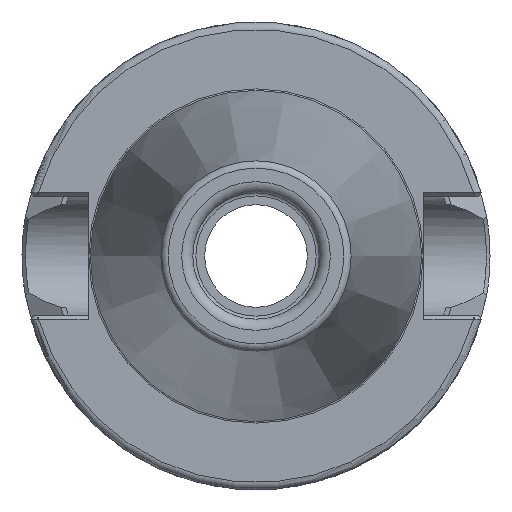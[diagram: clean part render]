
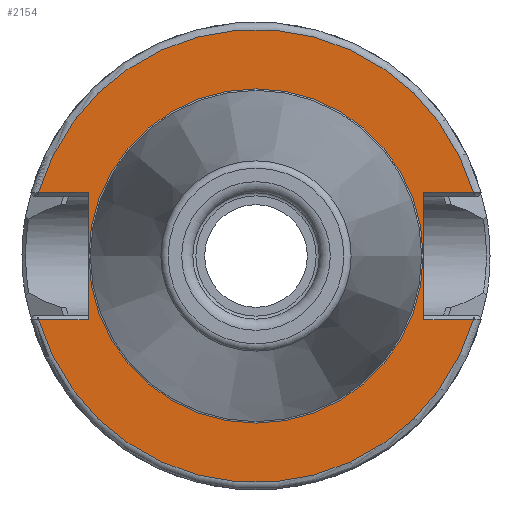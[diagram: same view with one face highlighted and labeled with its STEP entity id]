
A CAD part, left-side view. The second image highlights one B-rep face of the part: STEP entity #2154.
In plain terms, the highlighted planar face has unit normal (-1, 0, 0).
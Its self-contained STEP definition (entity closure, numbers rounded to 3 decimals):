
#17=FACE_BOUND('',#347,.T.);
#79=PLANE('',#2305);
#229=FACE_OUTER_BOUND('',#346,.T.);
#346=EDGE_LOOP('',(#1499,#1500,#1501,#1502,#1503,#1504,#1505,#1506));
#347=EDGE_LOOP('',(#1507,#1508));
#472=LINE('',#3414,#584);
#474=LINE('',#3482,#586);
#475=LINE('',#3484,#587);
#476=LINE('',#3488,#588);
#477=LINE('',#3490,#589);
#478=LINE('',#3491,#590);
#584=VECTOR('',#2590,10.);
#586=VECTOR('',#2608,10.);
#587=VECTOR('',#2609,10.);
#588=VECTOR('',#2612,10.);
#589=VECTOR('',#2613,10.);
#590=VECTOR('',#2614,10.);
#700=CIRCLE('',#2304,30.5);
#701=CIRCLE('',#2306,30.5);
#702=CIRCLE('',#2307,22.498);
#703=CIRCLE('',#2308,22.498);
#863=VERTEX_POINT('',#3407);
#866=VERTEX_POINT('',#3412);
#872=VERTEX_POINT('',#3460);
#874=VERTEX_POINT('',#3481);
#875=VERTEX_POINT('',#3483);
#876=VERTEX_POINT('',#3485);
#877=VERTEX_POINT('',#3487);
#878=VERTEX_POINT('',#3489);
#879=VERTEX_POINT('',#3492);
#880=VERTEX_POINT('',#3493);
#1116=EDGE_CURVE('',#866,#863,#472,.T.);
#1126=EDGE_CURVE('',#863,#872,#700,.T.);
#1129=EDGE_CURVE('',#866,#874,#474,.T.);
#1130=EDGE_CURVE('',#875,#874,#475,.T.);
#1131=EDGE_CURVE('',#876,#875,#701,.T.);
#1132=EDGE_CURVE('',#877,#876,#476,.T.);
#1133=EDGE_CURVE('',#877,#878,#477,.T.);
#1134=EDGE_CURVE('',#872,#878,#478,.T.);
#1135=EDGE_CURVE('',#879,#880,#702,.T.);
#1136=EDGE_CURVE('',#880,#879,#703,.T.);
#1499=ORIENTED_EDGE('',*,*,#1116,.F.);
#1500=ORIENTED_EDGE('',*,*,#1129,.T.);
#1501=ORIENTED_EDGE('',*,*,#1130,.F.);
#1502=ORIENTED_EDGE('',*,*,#1131,.F.);
#1503=ORIENTED_EDGE('',*,*,#1132,.F.);
#1504=ORIENTED_EDGE('',*,*,#1133,.T.);
#1505=ORIENTED_EDGE('',*,*,#1134,.F.);
#1506=ORIENTED_EDGE('',*,*,#1126,.F.);
#1507=ORIENTED_EDGE('',*,*,#1135,.T.);
#1508=ORIENTED_EDGE('',*,*,#1136,.T.);
#2154=ADVANCED_FACE('',(#229,#17),#79,.T.);
#2304=AXIS2_PLACEMENT_3D('',#3461,#2604,#2605);
#2305=AXIS2_PLACEMENT_3D('',#3480,#2606,#2607);
#2306=AXIS2_PLACEMENT_3D('',#3486,#2610,#2611);
#2307=AXIS2_PLACEMENT_3D('',#3494,#2615,#2616);
#2308=AXIS2_PLACEMENT_3D('',#3495,#2617,#2618);
#2590=DIRECTION('',(0.,-1.,0.));
#2604=DIRECTION('center_axis',(1.,0.,0.));
#2605=DIRECTION('ref_axis',(0.,0.,-1.));
#2606=DIRECTION('center_axis',(-1.,0.,0.));
#2607=DIRECTION('ref_axis',(0.,0.,1.));
#2608=DIRECTION('',(0.,0.,1.));
#2609=DIRECTION('',(0.,1.,0.));
#2610=DIRECTION('center_axis',(1.,0.,0.));
#2611=DIRECTION('ref_axis',(0.,0.,-1.));
#2612=DIRECTION('',(0.,1.,0.));
#2613=DIRECTION('',(0.,0.,-1.));
#2614=DIRECTION('',(0.,-1.,0.));
#2615=DIRECTION('center_axis',(1.,0.,0.));
#2616=DIRECTION('ref_axis',(0.,0.,-1.));
#2617=DIRECTION('center_axis',(1.,0.,0.));
#2618=DIRECTION('ref_axis',(0.,0.,-1.));
#3407=CARTESIAN_POINT('',(1.6,-29.277,-8.55));
#3412=CARTESIAN_POINT('',(1.6,-22.6,-8.55));
#3414=CARTESIAN_POINT('',(1.6,-0.5,-8.55));
#3460=CARTESIAN_POINT('',(1.6,29.277,-8.55));
#3461=CARTESIAN_POINT('Origin',(1.6,0.,
0.));
#3480=CARTESIAN_POINT('Origin',(1.6,30.5,0.));
#3481=CARTESIAN_POINT('',(1.6,-22.6,8.55));
#3482=CARTESIAN_POINT('',(1.6,-22.6,0.));
#3483=CARTESIAN_POINT('',(1.6,-29.277,8.55));
#3484=CARTESIAN_POINT('',(1.6,-0.5,8.55));
#3485=CARTESIAN_POINT('',(1.6,29.277,8.55));
#3486=CARTESIAN_POINT('Origin',(1.6,0.,
0.));
#3487=CARTESIAN_POINT('',(1.6,22.6,8.55));
#3488=CARTESIAN_POINT('',(1.6,31.,8.55));
#3489=CARTESIAN_POINT('',(1.6,22.6,-8.55));
#3490=CARTESIAN_POINT('',(1.6,22.6,0.));
#3491=CARTESIAN_POINT('',(1.6,31.,-8.55));
#3492=CARTESIAN_POINT('',(1.6,22.498,0.));
#3493=CARTESIAN_POINT('',(1.6,0.,22.498));
#3494=CARTESIAN_POINT('Origin',(1.6,0.,
0.));
#3495=CARTESIAN_POINT('Origin',(1.6,0.,
0.));
